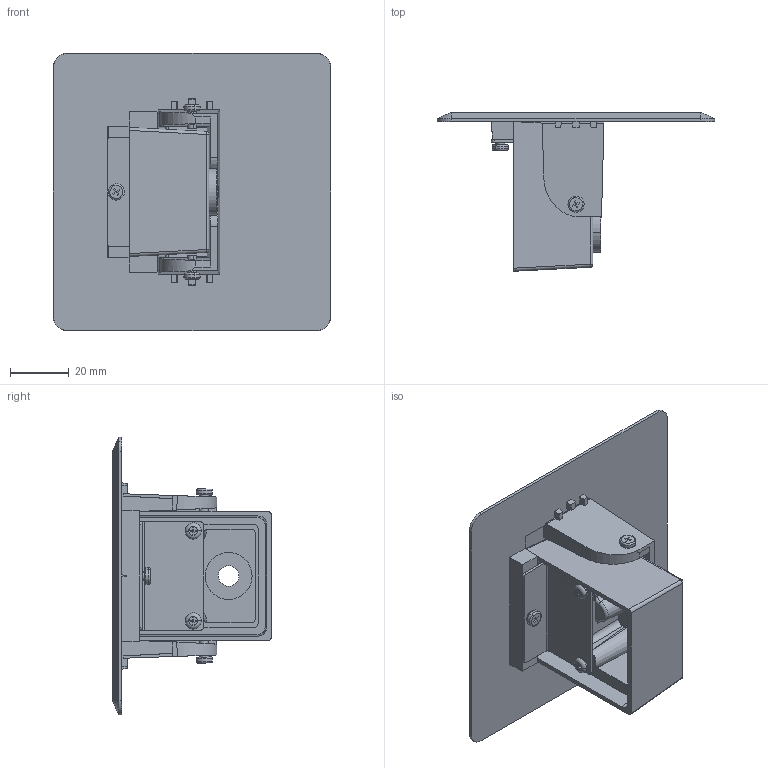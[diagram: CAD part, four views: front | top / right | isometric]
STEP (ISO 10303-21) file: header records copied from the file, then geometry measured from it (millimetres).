
FILE_DESCRIPTION (( 'STEP AP214' ), '1' );
FILE_NAME ('DK190805DD01A.STEP', '2021-08-31T06:08:43', ( '' ), ( '' ), 'SwSTEP 2.0', 'SolidWorks 2017', '' );
FILE_SCHEMA (( 'AUTOMOTIVE_DESIGN' ));
Length unit declared in the file: millimetre
Products named in the file (1): DK190805DD01A
Bounding box: 94.77 x 54 x 94.77 mm (x, y, z)
Volume: 59083.6 mm3; surface area: 43833.4 mm2
Topology: 10 solids, 10 shells, 413 faces, 1057 edges, 675 vertices
Faces by surface type: plane 246, cylinder 109, cone 21, torus 17, bspline 14, sphere 6
Entity records: 17665 total; most frequent: CARTESIAN_POINT 3163, ORIENTED_EDGE 2098, DIRECTION 1943, EDGE_CURVE 1049, LINE 693, VECTOR 693, VERTEX_POINT 675, AXIS2_PLACEMENT_3D 625
